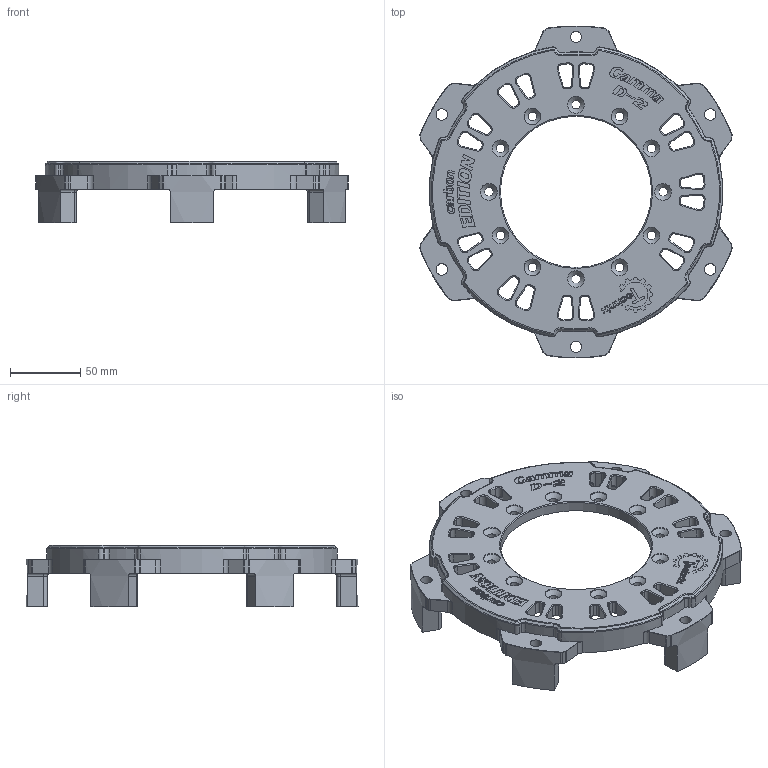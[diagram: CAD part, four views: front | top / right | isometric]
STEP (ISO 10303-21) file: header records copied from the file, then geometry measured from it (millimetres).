
FILE_DESCRIPTION(('STEP AP214'), '1');
FILE_NAME('Êîðçèíà ñöåïëåíèÿ', '2020-11-25T09:28:01', (' '), (' '), 'ASCON STEP Converter 1.3', 'ASCON Math Kernel', '');
FILE_SCHEMA(('AUTOMOTIVE_DESIGN { 1 0 10303 214 3 1 1}'));
Length unit declared in the file: millimetre
Bounding box: 222.85 x 236.97 x 43.79 mm (x, y, z)
Volume: 376197.8 mm3; surface area: 102488.3 mm2
Topology: 1 solids, 1 shells, 1287 faces, 3417 edges, 2155 vertices
Faces by surface type: plane 392, cylinder 290, extrusion 275, cone 219, torus 111
Full cylindrical faces by diameter (mm): 6.1 x12, 8.2 x6, 12 x12, 107.86 x1
Entity records: 68880 total; most frequent: CARTESIAN_POINT 27554, ORIENTED_EDGE 6736, DIRECTION 5786, EDGE_CURVE 3368, VERTEX_POINT 2155, AXIS2_PLACEMENT_3D 1932, VECTOR 1922, LINE 1647
